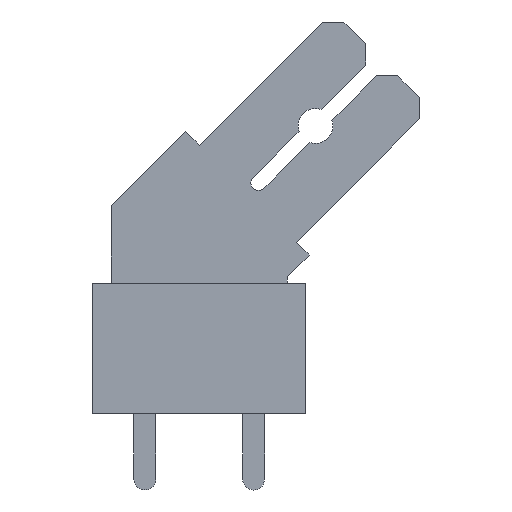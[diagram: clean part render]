
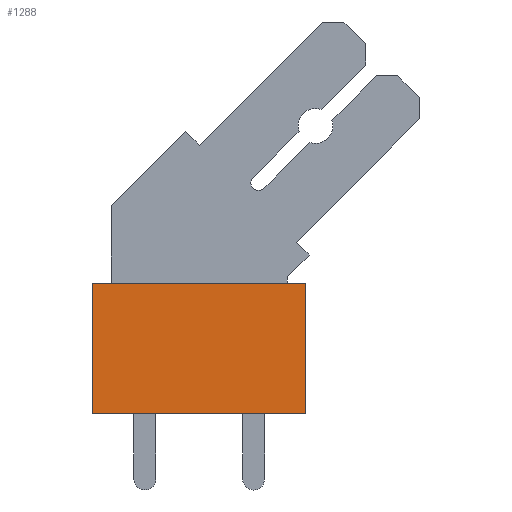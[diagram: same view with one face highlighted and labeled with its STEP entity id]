
A CAD part, left-side view. The second image highlights one B-rep face of the part: STEP entity #1288.
In plain terms, the highlighted planar face has unit normal (-1, 0, 0).
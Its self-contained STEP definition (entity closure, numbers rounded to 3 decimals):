
#1261=AXIS2_PLACEMENT_3D('Plane Axis2P3D',#1258,#1259,#1260) ;
#49=CARTESIAN_POINT('Vertex',(0.,5.212,3.5)) ;
#52=CARTESIAN_POINT('Line Origine',(0.,10.112,3.5)) ;
#56=CARTESIAN_POINT('Vertex',(0.,15.012,3.5)) ;
#1258=CARTESIAN_POINT('Axis2P3D Location',(0.,0.,0.)) ;
#1263=CARTESIAN_POINT('Line Origine',(0.,10.112,9.5)) ;
#1267=CARTESIAN_POINT('Vertex',(0.,5.212,9.5)) ;
#1269=CARTESIAN_POINT('Vertex',(0.,15.012,9.5)) ;
#1272=CARTESIAN_POINT('Line Origine',(0.,15.012,6.5)) ;
#1277=CARTESIAN_POINT('Line Origine',(0.,5.212,6.5)) ;
#53=DIRECTION('Vector Direction',(0.,1.,0.)) ;
#1259=DIRECTION('Axis2P3D Direction',(-1.,0.,0.)) ;
#1260=DIRECTION('Axis2P3D XDirection',(0.,0.,1.)) ;
#1264=DIRECTION('Vector Direction',(0.,-1.,0.)) ;
#1273=DIRECTION('Vector Direction',(0.,0.,1.)) ;
#1278=DIRECTION('Vector Direction',(0.,0.,-1.)) ;
#54=VECTOR('Line Direction',#53,1.) ;
#1265=VECTOR('Line Direction',#1264,1.) ;
#1274=VECTOR('Line Direction',#1273,1.) ;
#1279=VECTOR('Line Direction',#1278,1.) ;
#1283=ORIENTED_EDGE('',*,*,#1271,.T.) ;
#1284=ORIENTED_EDGE('',*,*,#1276,.T.) ;
#1285=ORIENTED_EDGE('',*,*,#58,.T.) ;
#1286=ORIENTED_EDGE('',*,*,#1281,.T.) ;
#1288=ADVANCED_FACE('_PCF 5.00/17/135 3.5 OR 9511940000',(#1287),#1262,.T.) ;
#58=EDGE_CURVE('',#57,#50,#55,.F.) ;
#1271=EDGE_CURVE('',#1268,#1270,#1266,.F.) ;
#1276=EDGE_CURVE('',#1270,#57,#1275,.F.) ;
#1281=EDGE_CURVE('',#50,#1268,#1280,.F.) ;
#1282=EDGE_LOOP('',(#1283,#1284,#1285,#1286)) ;
#1287=FACE_OUTER_BOUND('',#1282,.T.) ;
#55=LINE('Line',#52,#54) ;
#1266=LINE('Line',#1263,#1265) ;
#1275=LINE('Line',#1272,#1274) ;
#1280=LINE('Line',#1277,#1279) ;
#1262=PLANE('',#1261) ;
#50=VERTEX_POINT('',#49) ;
#57=VERTEX_POINT('',#56) ;
#1268=VERTEX_POINT('',#1267) ;
#1270=VERTEX_POINT('',#1269) ;
